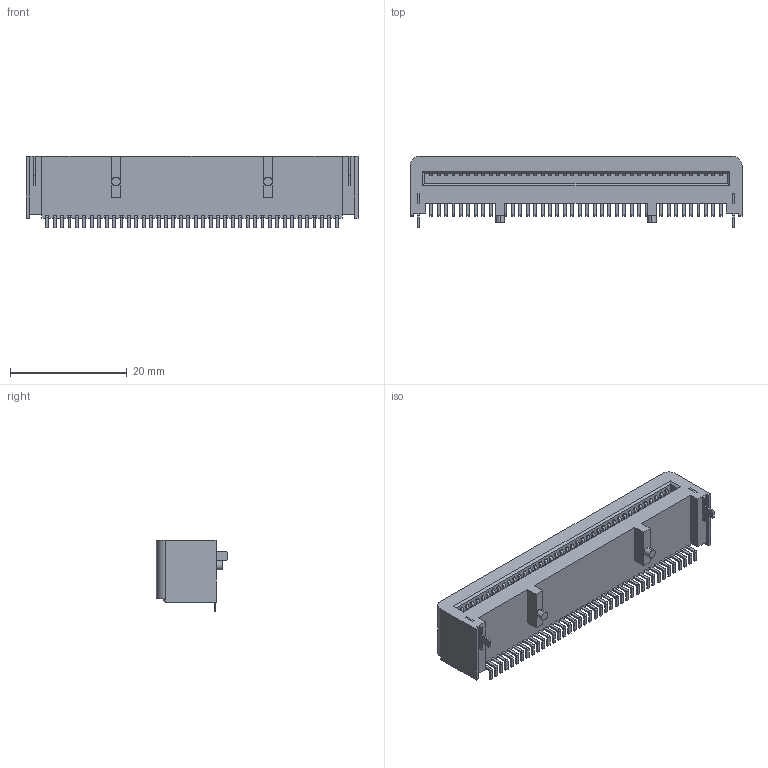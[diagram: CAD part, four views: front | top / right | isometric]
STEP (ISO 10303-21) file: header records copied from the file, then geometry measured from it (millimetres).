
FILE_DESCRIPTION (( 'STEP AP214' ), '1' );
FILE_NAME ('Microbit脣羞90-40P.STEP', '2018-11-19T13:23:04', ( 'CCFIVE' ), ( 'Microsoft' ), 'SwSTEP 2.0', 'SolidWorks 2014', '' );
FILE_SCHEMA (( 'AUTOMOTIVE_DESIGN' ));
Length unit declared in the file: millimetre
Products named in the file (1): Microbit脣羞90-40P
Bounding box: 56.8 x 12.19 x 12.21 mm (x, y, z)
Volume: 4218.4 mm3; surface area: 3824 mm2
Topology: 1 solids, 1 shells, 1033 faces, 2954 edges, 1968 vertices
Faces by surface type: plane 747, cylinder 286
Entity records: 34208 total; most frequent: CARTESIAN_POINT 5968, ORIENTED_EDGE 5908, DIRECTION 5590, EDGE_CURVE 2954, VECTOR 2378, LINE 2378, VERTEX_POINT 1968, AXIS2_PLACEMENT_3D 1606
